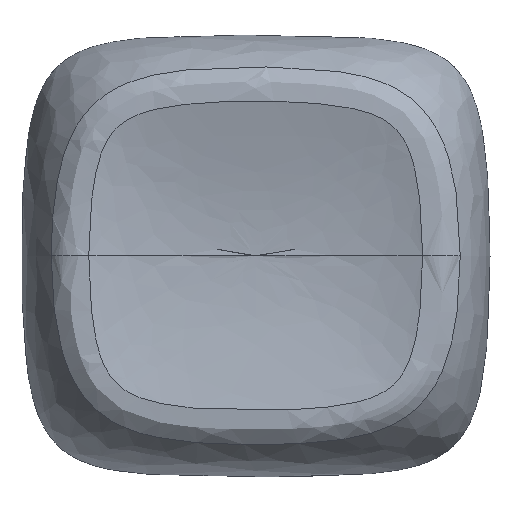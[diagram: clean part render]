
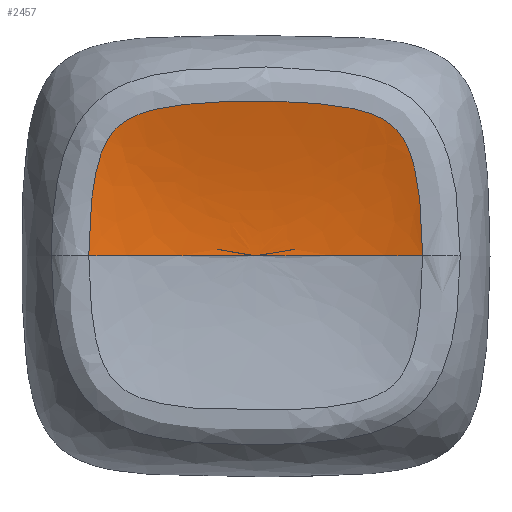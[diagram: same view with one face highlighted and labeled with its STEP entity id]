
A CAD part, top view. The second image highlights one B-rep face of the part: STEP entity #2457.
In plain terms, the highlighted free-form (B-spline) face has degree [3, 3] with [10, 5] control points.
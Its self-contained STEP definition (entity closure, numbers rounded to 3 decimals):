
#15=(
BOUNDED_CURVE()
B_SPLINE_CURVE(5,(#11923,#11924,#11925,#11926,#11927,#11928,#11929,#11930,
#11931,#11932),.UNSPECIFIED.,.F.,.F.)
B_SPLINE_CURVE_WITH_KNOTS((6,1,1,1,1,6),(0.183,0.2,0.4,0.6,
0.8,1.),.UNSPECIFIED.)
CURVE()
GEOMETRIC_REPRESENTATION_ITEM()
RATIONAL_B_SPLINE_CURVE((1.,1.,1.,1.,1.,1.,1.,1.,1.,1.))
REPRESENTATION_ITEM('')
);
#16=(
BOUNDED_CURVE()
B_SPLINE_CURVE(5,(#11933,#11934,#11935,#11936,#11937,#11938,#11939,#11940,
#11941,#11942),.UNSPECIFIED.,.F.,.F.)
B_SPLINE_CURVE_WITH_KNOTS((6,1,1,1,1,6),(0.183,0.2,0.4,0.6,
0.8,1.),.UNSPECIFIED.)
CURVE()
GEOMETRIC_REPRESENTATION_ITEM()
RATIONAL_B_SPLINE_CURVE((1.,1.,1.,1.,1.,1.,1.,1.,1.,1.))
REPRESENTATION_ITEM('')
);
#294=FACE_OUTER_BOUND('',#438,.T.);
#438=EDGE_LOOP('',(#2209,#2210,#2211));
#775=B_SPLINE_CURVE_WITH_KNOTS('',3,(#11839,#11840,#11841,#11842,#11843,
#11844,#11845,#11846,#11847,#11848,#11849,#11850,#11851,#11852,#11853,#11854,
#11855,#11856,#11857,#11858,#11859,#11860,#11861),.UNSPECIFIED.,.F.,.F.,
(4,1,1,1,1,1,1,1,1,2,1,1,1,1,1,1,1,1,1,4),(-2.163,-1.947,
-1.839,-1.731,-1.677,-1.623,
-1.514,-1.406,-1.298,-1.082,
-0.865,-0.757,-0.649,-0.595,
-0.541,-0.433,-0.379,-0.325,
-0.216,0.),.UNSPECIFIED.);
#1028=VERTEX_POINT('',#11647);
#1031=VERTEX_POINT('',#11675);
#1032=VERTEX_POINT('',#11922);
#1419=EDGE_CURVE('',#1028,#1031,#775,.T.);
#1420=EDGE_CURVE('',#1031,#1032,#15,.T.);
#1421=EDGE_CURVE('',#1028,#1032,#16,.T.);
#2209=ORIENTED_EDGE('',*,*,#1419,.F.);
#2210=ORIENTED_EDGE('',*,*,#1421,.T.);
#2211=ORIENTED_EDGE('',*,*,#1420,.F.);
#2316=B_SPLINE_SURFACE_WITH_KNOTS('',3,3,((#12911,#12912,#12913,#12914,
#12915),(#12916,#12917,#12918,#12919,#12920),(#12921,#12922,#12923,#12924,
#12925),(#12926,#12927,#12928,#12929,#12930),(#12931,#12932,#12933,#12934,
#12935),(#12936,#12937,#12938,#12939,#12940),(#12941,#12942,#12943,#12944,
#12945),(#12946,#12947,#12948,#12949,#12950),(#12951,#12952,#12953,#12954,
#12955),(#12956,#12957,#12958,#12959,#12960)),.UNSPECIFIED.,.F.,.F.,.F.,
(4,1,1,1,1,1,1,4),(4,1,4),(0.,0.143,0.286,0.429,
0.571,0.714,0.857,1.),(0.104,
0.488,1.),.UNSPECIFIED.);
#2457=ADVANCED_FACE('',(#294),#2316,.F.);
#11647=CARTESIAN_POINT('',(-6.23,0.,5.526));
#11675=CARTESIAN_POINT('',(6.23,0.,5.526));
#11839=CARTESIAN_POINT('Ctrl Pts',(-6.23,0.,
5.526));
#11840=CARTESIAN_POINT('Ctrl Pts',(-6.23,0.705,
5.526));
#11841=CARTESIAN_POINT('Ctrl Pts',(-6.185,1.778,5.531));
#11842=CARTESIAN_POINT('Ctrl Pts',(-5.985,3.133,5.56));
#11843=CARTESIAN_POINT('Ctrl Pts',(-5.751,3.944,5.592));
#11844=CARTESIAN_POINT('Ctrl Pts',(-5.431,4.517,5.617));
#11845=CARTESIAN_POINT('Ctrl Pts',(-4.985,5.007,5.634));
#11846=CARTESIAN_POINT('Ctrl Pts',(-4.225,5.376,5.636));
#11847=CARTESIAN_POINT('Ctrl Pts',(-3.205,5.594,5.636));
#11848=CARTESIAN_POINT('Ctrl Pts',(-1.799,5.746,5.639));
#11849=CARTESIAN_POINT('Ctrl Pts',(-0.717,5.774,
5.641));
#11850=CARTESIAN_POINT('Ctrl Pts',(0.716,5.775,5.641));
#11851=CARTESIAN_POINT('Ctrl Pts',(1.799,5.745,5.639));
#11852=CARTESIAN_POINT('Ctrl Pts',(3.201,5.595,5.636));
#11853=CARTESIAN_POINT('Ctrl Pts',(4.06,5.41,5.636));
#11854=CARTESIAN_POINT('Ctrl Pts',(4.681,5.155,5.634));
#11855=CARTESIAN_POINT('Ctrl Pts',(5.242,4.79,5.628));
#11856=CARTESIAN_POINT('Ctrl Pts',(5.618,4.241,5.605));
#11857=CARTESIAN_POINT('Ctrl Pts',(5.844,3.616,5.579));
#11858=CARTESIAN_POINT('Ctrl Pts',(6.011,2.965,5.557));
#11859=CARTESIAN_POINT('Ctrl Pts',(6.185,1.775,5.531));
#11860=CARTESIAN_POINT('Ctrl Pts',(6.23,0.705,5.526));
#11861=CARTESIAN_POINT('Ctrl Pts',(6.23,0.,
5.526));
#11922=CARTESIAN_POINT('',(0.,0.,4.8));
#11923=CARTESIAN_POINT('Ctrl Pts',(6.23,0.,
5.526));
#11924=CARTESIAN_POINT('Ctrl Pts',(6.215,0.,
5.522));
#11925=CARTESIAN_POINT('Ctrl Pts',(6.016,0.,
5.46));
#11926=CARTESIAN_POINT('Ctrl Pts',(5.617,0.,
5.344));
#11927=CARTESIAN_POINT('Ctrl Pts',(4.967,0.,
5.182));
#11928=CARTESIAN_POINT('Ctrl Pts',(3.961,0.,
4.995));
#11929=CARTESIAN_POINT('Ctrl Pts',(2.674,0.,
4.864));
#11930=CARTESIAN_POINT('Ctrl Pts',(1.452,0.,
4.812));
#11931=CARTESIAN_POINT('Ctrl Pts',(0.506,0.,
4.8));
#11932=CARTESIAN_POINT('Ctrl Pts',(0.,0.,4.8));
#11933=CARTESIAN_POINT('Ctrl Pts',(-6.23,0.,
5.526));
#11934=CARTESIAN_POINT('Ctrl Pts',(-6.215,0.,
5.522));
#11935=CARTESIAN_POINT('Ctrl Pts',(-6.016,0.,
5.46));
#11936=CARTESIAN_POINT('Ctrl Pts',(-5.617,0.,
5.344));
#11937=CARTESIAN_POINT('Ctrl Pts',(-4.967,0.,
5.182));
#11938=CARTESIAN_POINT('Ctrl Pts',(-3.961,0.,
4.995));
#11939=CARTESIAN_POINT('Ctrl Pts',(-2.674,0.,
4.864));
#11940=CARTESIAN_POINT('Ctrl Pts',(-1.452,0.,
4.812));
#11941=CARTESIAN_POINT('Ctrl Pts',(-0.506,0.,
4.8));
#11942=CARTESIAN_POINT('Ctrl Pts',(0.,0.,
4.8));
#12911=CARTESIAN_POINT('Ctrl Pts',(-6.576,0.,
5.641));
#12912=CARTESIAN_POINT('Ctrl Pts',(-6.032,0.,
5.451));
#12913=CARTESIAN_POINT('Ctrl Pts',(-4.589,0.,
5.038));
#12914=CARTESIAN_POINT('Ctrl Pts',(-2.158,0.,
4.8));
#12915=CARTESIAN_POINT('Ctrl Pts',(0.,0.,
4.8));
#12916=CARTESIAN_POINT('Ctrl Pts',(-6.576,1.212,5.641));
#12917=CARTESIAN_POINT('Ctrl Pts',(-6.033,1.038,5.451));
#12918=CARTESIAN_POINT('Ctrl Pts',(-4.589,0.634,
5.038));
#12919=CARTESIAN_POINT('Ctrl Pts',(-2.158,0.231,
4.8));
#12920=CARTESIAN_POINT('Ctrl Pts',(0.,0.,
4.8));
#12921=CARTESIAN_POINT('Ctrl Pts',(-6.361,3.601,5.641));
#12922=CARTESIAN_POINT('Ctrl Pts',(-5.838,3.108,5.451));
#12923=CARTESIAN_POINT('Ctrl Pts',(-4.366,1.871,5.038));
#12924=CARTESIAN_POINT('Ctrl Pts',(-1.982,0.627,
4.8));
#12925=CARTESIAN_POINT('Ctrl Pts',(0.,0.,
4.8));
#12926=CARTESIAN_POINT('Ctrl Pts',(-4.991,5.382,5.641));
#12927=CARTESIAN_POINT('Ctrl Pts',(-4.586,4.614,5.451));
#12928=CARTESIAN_POINT('Ctrl Pts',(-3.278,2.818,5.038));
#12929=CARTESIAN_POINT('Ctrl Pts',(-1.34,1.023,4.8));
#12930=CARTESIAN_POINT('Ctrl Pts',(0.,0.,
4.8));
#12931=CARTESIAN_POINT('Ctrl Pts',(-2.017,5.799,5.641));
#12932=CARTESIAN_POINT('Ctrl Pts',(-1.855,4.929,5.451));
#12933=CARTESIAN_POINT('Ctrl Pts',(-1.277,3.069,5.038));
#12934=CARTESIAN_POINT('Ctrl Pts',(-0.472,1.22,
4.8));
#12935=CARTESIAN_POINT('Ctrl Pts',(0.,0.,
4.8));
#12936=CARTESIAN_POINT('Ctrl Pts',(2.022,5.797,5.641));
#12937=CARTESIAN_POINT('Ctrl Pts',(1.86,4.927,5.451));
#12938=CARTESIAN_POINT('Ctrl Pts',(1.28,3.068,5.038));
#12939=CARTESIAN_POINT('Ctrl Pts',(0.472,1.22,4.8));
#12940=CARTESIAN_POINT('Ctrl Pts',(0.,0.,
4.8));
#12941=CARTESIAN_POINT('Ctrl Pts',(4.986,5.381,5.641));
#12942=CARTESIAN_POINT('Ctrl Pts',(4.582,4.613,5.451));
#12943=CARTESIAN_POINT('Ctrl Pts',(3.276,2.817,5.038));
#12944=CARTESIAN_POINT('Ctrl Pts',(1.34,1.023,4.8));
#12945=CARTESIAN_POINT('Ctrl Pts',(0.,0.,
4.8));
#12946=CARTESIAN_POINT('Ctrl Pts',(6.361,3.601,5.641));
#12947=CARTESIAN_POINT('Ctrl Pts',(5.838,3.108,5.451));
#12948=CARTESIAN_POINT('Ctrl Pts',(4.366,1.871,5.038));
#12949=CARTESIAN_POINT('Ctrl Pts',(1.982,0.627,4.8));
#12950=CARTESIAN_POINT('Ctrl Pts',(0.,0.,
4.8));
#12951=CARTESIAN_POINT('Ctrl Pts',(6.576,1.212,5.641));
#12952=CARTESIAN_POINT('Ctrl Pts',(6.033,1.038,5.451));
#12953=CARTESIAN_POINT('Ctrl Pts',(4.589,0.634,5.038));
#12954=CARTESIAN_POINT('Ctrl Pts',(2.158,0.231,4.8));
#12955=CARTESIAN_POINT('Ctrl Pts',(0.,0.,
4.8));
#12956=CARTESIAN_POINT('Ctrl Pts',(6.576,0.,
5.641));
#12957=CARTESIAN_POINT('Ctrl Pts',(6.032,0.,
5.451));
#12958=CARTESIAN_POINT('Ctrl Pts',(4.589,0.,
5.038));
#12959=CARTESIAN_POINT('Ctrl Pts',(2.158,0.,
4.8));
#12960=CARTESIAN_POINT('Ctrl Pts',(0.,0.,
4.8));
